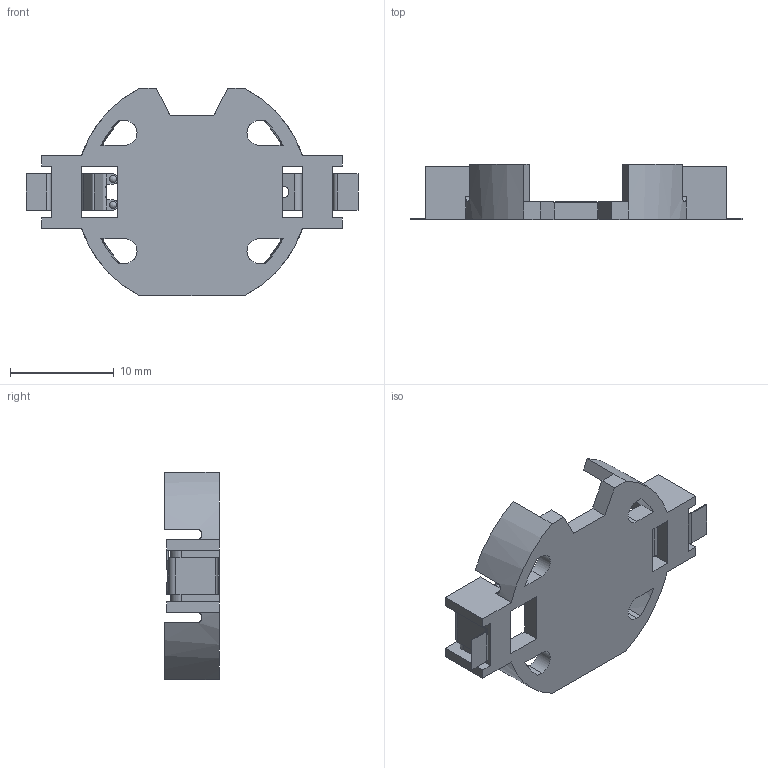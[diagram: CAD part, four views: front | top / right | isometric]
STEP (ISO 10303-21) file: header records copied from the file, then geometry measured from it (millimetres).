
FILE_DESCRIPTION (( 'STEP AP214' ), '1' );
FILE_NAME ('616B6058-AE88-4249-9038-1CA0AB3AD7B0.STEP', '2024-10-15T19:09:29', ( '' ), ( '' ), 'SwSTEP 2.0', 'SolidWorks 2022', '' );
FILE_SCHEMA (( 'AUTOMOTIVE_DESIGN' ));
Length unit declared in the file: millimetre
Products named in the file (1): 616B6058-AE88-4249-9038-1CA0AB3AD7B0
Bounding box: 32 x 5.3 x 20 mm (x, y, z)
Volume: 854.7 mm3; surface area: 1664 mm2
Topology: 3 solids, 3 shells, 230 faces, 663 edges, 433 vertices
Faces by surface type: plane 150, cylinder 68, bspline 12
Entity records: 7883 total; most frequent: CARTESIAN_POINT 1797, ORIENTED_EDGE 1310, DIRECTION 1201, EDGE_CURVE 655, LINE 467, VECTOR 467, VERTEX_POINT 433, AXIS2_PLACEMENT_3D 367
